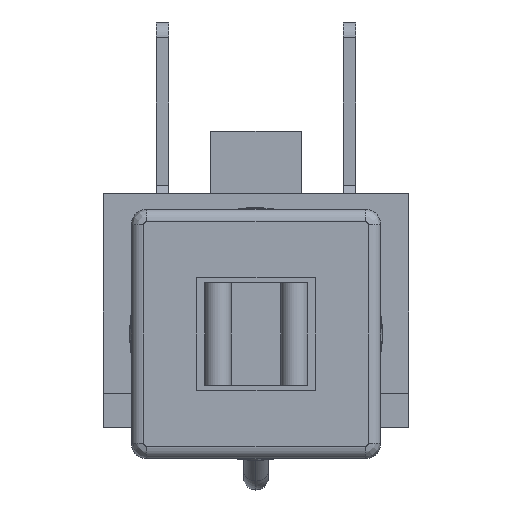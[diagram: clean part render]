
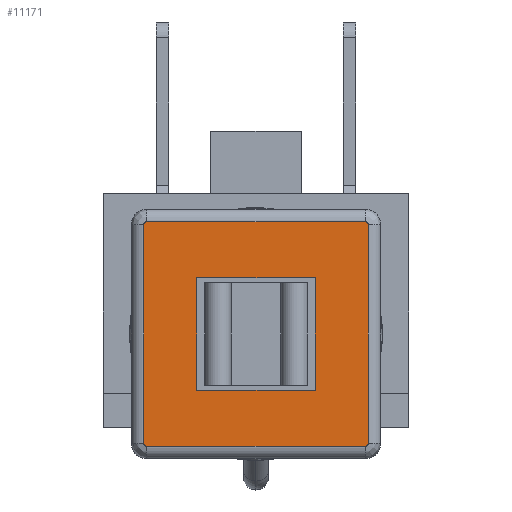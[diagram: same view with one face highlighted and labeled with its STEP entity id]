
A CAD part, left-side view. The second image highlights one B-rep face of the part: STEP entity #11171.
In plain terms, the highlighted planar face has unit normal (-1, 0, 0).
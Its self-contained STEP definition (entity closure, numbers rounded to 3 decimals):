
#1200=CARTESIAN_POINT('',(-15.65,-3.5,5.4));
#1201=DIRECTION('',(1.,0.,0.));
#1202=DIRECTION('',(0.,0.,1.));
#1203=AXIS2_PLACEMENT_3D('',#1200,#1201,#1202);
#1205=CARTESIAN_POINT('',(-15.65,-3.5,-1.6));
#1206=DIRECTION('',(1.,0.,0.));
#1207=DIRECTION('',(0.,-1.,0.));
#1208=AXIS2_PLACEMENT_3D('',#1205,#1206,#1207);
#1210=CARTESIAN_POINT('',(-15.65,3.5,-1.6));
#1211=DIRECTION('',(1.,0.,0.));
#1212=DIRECTION('',(0.,0.,-1.));
#1213=AXIS2_PLACEMENT_3D('',#1210,#1211,#1212);
#1215=CARTESIAN_POINT('',(-15.65,3.5,5.4));
#1216=DIRECTION('',(1.,0.,0.));
#1217=DIRECTION('',(0.,1.,0.));
#1218=AXIS2_PLACEMENT_3D('',#1215,#1216,#1217);
#1220=DIRECTION('',(0.,1.,0.));
#1221=VECTOR('',#1220,7.);
#1222=CARTESIAN_POINT('',(-15.65,-3.5,5.5));
#1223=LINE('',#1222,#1221);
#1234=DIRECTION('',(0.,0.,-1.));
#1235=VECTOR('',#1234,7.);
#1236=CARTESIAN_POINT('',(-15.65,3.6,5.4));
#1237=LINE('',#1236,#1235);
#1248=DIRECTION('',(0.,-1.,0.));
#1249=VECTOR('',#1248,7.);
#1250=CARTESIAN_POINT('',(-15.65,3.5,-1.7));
#1251=LINE('',#1250,#1249);
#1337=DIRECTION('',(0.,0.,1.));
#1338=VECTOR('',#1337,7.);
#1339=CARTESIAN_POINT('',(-15.65,-3.6,-1.6));
#1340=LINE('',#1339,#1338);
#1355=DIRECTION('',(0.,0.,-1.));
#1356=VECTOR('',#1355,3.6);
#1357=CARTESIAN_POINT('',(-15.65,-1.9,3.7));
#1358=LINE('',#1357,#1356);
#1359=DIRECTION('',(0.,1.,0.));
#1360=VECTOR('',#1359,3.8);
#1361=CARTESIAN_POINT('',(-15.65,-1.9,0.1));
#1362=LINE('',#1361,#1360);
#1367=DIRECTION('',(0.,0.,1.));
#1368=VECTOR('',#1367,3.6);
#1369=CARTESIAN_POINT('',(-15.65,1.9,0.1));
#1370=LINE('',#1369,#1368);
#1375=DIRECTION('',(0.,-1.,0.));
#1376=VECTOR('',#1375,3.8);
#1377=CARTESIAN_POINT('',(-15.65,1.9,3.7));
#1378=LINE('',#1377,#1376);
#8262=CARTESIAN_POINT('',(-15.65,-3.5,5.5));
#8263=CARTESIAN_POINT('',(-15.65,-3.6,5.4));
#8264=VERTEX_POINT('',#8262);
#8265=VERTEX_POINT('',#8263);
#8266=CARTESIAN_POINT('',(-15.65,-3.6,-1.6));
#8267=CARTESIAN_POINT('',(-15.65,-3.5,-1.7));
#8268=VERTEX_POINT('',#8266);
#8269=VERTEX_POINT('',#8267);
#8270=CARTESIAN_POINT('',(-15.65,3.5,-1.7));
#8271=CARTESIAN_POINT('',(-15.65,3.6,-1.6));
#8272=VERTEX_POINT('',#8270);
#8273=VERTEX_POINT('',#8271);
#8274=CARTESIAN_POINT('',(-15.65,3.6,5.4));
#8275=CARTESIAN_POINT('',(-15.65,3.5,5.5));
#8276=VERTEX_POINT('',#8274);
#8277=VERTEX_POINT('',#8275);
#8290=CARTESIAN_POINT('',(-15.65,-1.9,3.7));
#8291=CARTESIAN_POINT('',(-15.65,-1.9,0.1));
#8292=VERTEX_POINT('',#8290);
#8293=VERTEX_POINT('',#8291);
#8294=CARTESIAN_POINT('',(-15.65,1.9,0.1));
#8295=VERTEX_POINT('',#8294);
#8298=CARTESIAN_POINT('',(-15.65,1.9,3.7));
#8299=VERTEX_POINT('',#8298);
#11139=CARTESIAN_POINT('',(-15.65,0.,1.9));
#11140=DIRECTION('',(1.,0.,0.));
#11141=DIRECTION('',(0.,0.,1.));
#11142=AXIS2_PLACEMENT_3D('',#11139,#11140,#11141);
#11143=PLANE('',#11142);
#11145=ORIENTED_EDGE('',*,*,#11144,.T.);
#11147=ORIENTED_EDGE('',*,*,#11146,.F.);
#11148=ORIENTED_EDGE('',*,*,#11129,.T.);
#11150=ORIENTED_EDGE('',*,*,#11149,.F.);
#11152=ORIENTED_EDGE('',*,*,#11151,.T.);
#11154=ORIENTED_EDGE('',*,*,#11153,.F.);
#11156=ORIENTED_EDGE('',*,*,#11155,.T.);
#11158=ORIENTED_EDGE('',*,*,#11157,.F.);
#11159=EDGE_LOOP('',(#11145,#11147,#11148,#11150,#11152,#11154,#11156,#11158));
#11160=FACE_OUTER_BOUND('',#11159,.F.);
#11162=ORIENTED_EDGE('',*,*,#11161,.F.);
#11164=ORIENTED_EDGE('',*,*,#11163,.F.);
#11166=ORIENTED_EDGE('',*,*,#11165,.F.);
#11168=ORIENTED_EDGE('',*,*,#11167,.F.);
#11169=EDGE_LOOP('',(#11162,#11164,#11166,#11168));
#11170=FACE_BOUND('',#11169,.F.);
#1204=CIRCLE('',#1203,0.1);
#1209=CIRCLE('',#1208,0.1);
#1214=CIRCLE('',#1213,0.1);
#1219=CIRCLE('',#1218,0.1);
#11129=EDGE_CURVE('',#8268,#8269,#1209,.T.);
#11144=EDGE_CURVE('',#8264,#8265,#1204,.T.);
#11146=EDGE_CURVE('',#8268,#8265,#1340,.T.);
#11149=EDGE_CURVE('',#8272,#8269,#1251,.T.);
#11151=EDGE_CURVE('',#8272,#8273,#1214,.T.);
#11153=EDGE_CURVE('',#8276,#8273,#1237,.T.);
#11155=EDGE_CURVE('',#8276,#8277,#1219,.T.);
#11157=EDGE_CURVE('',#8264,#8277,#1223,.T.);
#11161=EDGE_CURVE('',#8292,#8293,#1358,.T.);
#11163=EDGE_CURVE('',#8299,#8292,#1378,.T.);
#11165=EDGE_CURVE('',#8295,#8299,#1370,.T.);
#11167=EDGE_CURVE('',#8293,#8295,#1362,.T.);
#11171=ADVANCED_FACE('',(#11160,#11170),#11143,.F.);
